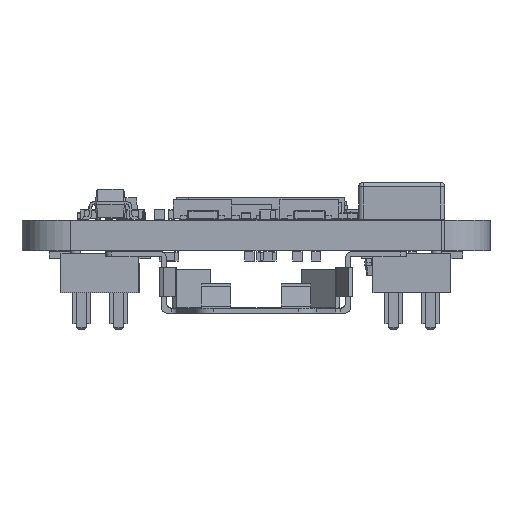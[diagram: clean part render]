
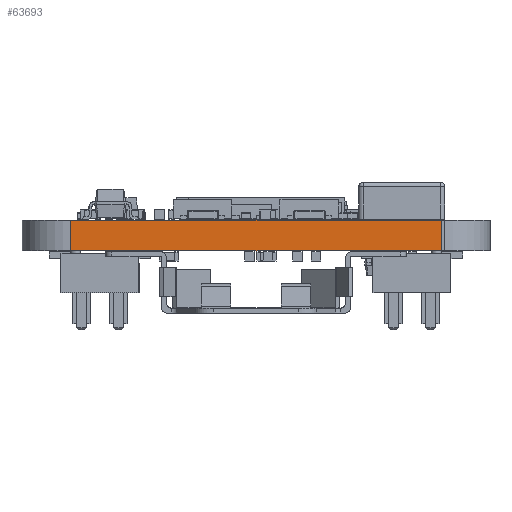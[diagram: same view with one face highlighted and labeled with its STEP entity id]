
A CAD part, left-side view. The second image highlights one B-rep face of the part: STEP entity #63693.
In plain terms, the highlighted planar face has unit normal (-1, 0, 0).
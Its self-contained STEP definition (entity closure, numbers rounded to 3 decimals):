
#63136 = VERTEX_POINT('',#63137);
#63137 = CARTESIAN_POINT('',(-17.5,9.5,0.));
#63144 = EDGE_CURVE('',#63145,#63136,#63147,.T.);
#63145 = VERTEX_POINT('',#63146);
#63146 = CARTESIAN_POINT('',(-17.5,-9.5,0.));
#63147 = LINE('',#63148,#63149);
#63148 = CARTESIAN_POINT('',(-17.5,-9.5,0.));
#63149 = VECTOR('',#63150,1.);
#63150 = DIRECTION('',(0.,1.,0.));
#63388 = VERTEX_POINT('',#63389);
#63389 = CARTESIAN_POINT('',(-17.5,9.5,1.56));
#63396 = EDGE_CURVE('',#63397,#63388,#63399,.T.);
#63397 = VERTEX_POINT('',#63398);
#63398 = CARTESIAN_POINT('',(-17.5,-9.5,1.56));
#63399 = LINE('',#63400,#63401);
#63400 = CARTESIAN_POINT('',(-17.5,-9.5,1.56));
#63401 = VECTOR('',#63402,1.);
#63402 = DIRECTION('',(0.,1.,0.));
#63663 = EDGE_CURVE('',#63136,#63388,#63664,.T.);
#63664 = LINE('',#63665,#63666);
#63665 = CARTESIAN_POINT('',(-17.5,9.5,0.));
#63666 = VECTOR('',#63667,1.);
#63667 = DIRECTION('',(0.,0.,1.));
#63693 = ADVANCED_FACE('',(#63694),#63705,.T.);
#63694 = FACE_BOUND('',#63695,.T.);
#63695 = EDGE_LOOP('',(#63696,#63702,#63703,#63704));
#63696 = ORIENTED_EDGE('',*,*,#63697,.T.);
#63697 = EDGE_CURVE('',#63145,#63397,#63698,.T.);
#63698 = LINE('',#63699,#63700);
#63699 = CARTESIAN_POINT('',(-17.5,-9.5,0.));
#63700 = VECTOR('',#63701,1.);
#63701 = DIRECTION('',(0.,0.,1.));
#63702 = ORIENTED_EDGE('',*,*,#63396,.T.);
#63703 = ORIENTED_EDGE('',*,*,#63663,.F.);
#63704 = ORIENTED_EDGE('',*,*,#63144,.F.);
#63705 = PLANE('',#63706);
#63706 = AXIS2_PLACEMENT_3D('',#63707,#63708,#63709);
#63707 = CARTESIAN_POINT('',(-17.5,-9.5,0.));
#63708 = DIRECTION('',(-1.,0.,0.));
#63709 = DIRECTION('',(0.,1.,0.));
